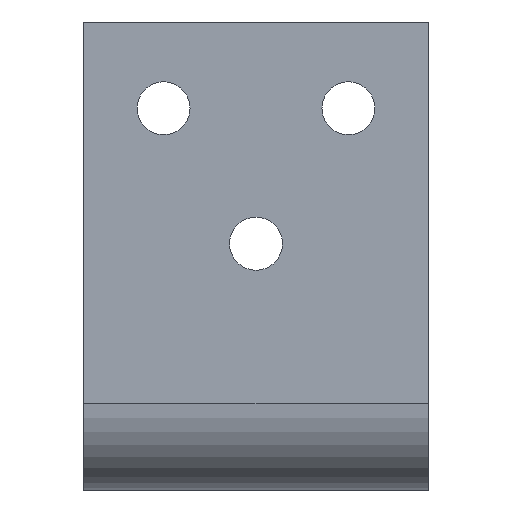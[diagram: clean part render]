
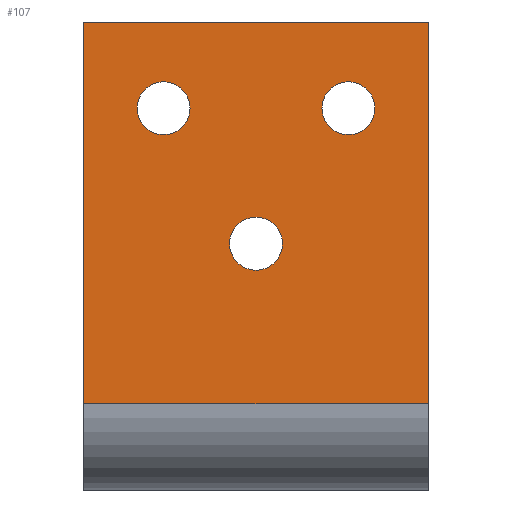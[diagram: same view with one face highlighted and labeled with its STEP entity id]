
A CAD part, front view. The second image highlights one B-rep face of the part: STEP entity #107.
In plain terms, the highlighted planar face has unit normal (0, -1, 0).
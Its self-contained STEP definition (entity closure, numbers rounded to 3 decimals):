
#107 = ADVANCED_FACE( '', ( #189, #190, #191, #192 ), #193, .F. );
#189 = FACE_BOUND( '', #257, .T. );
#190 = FACE_BOUND( '', #258, .T. );
#191 = FACE_BOUND( '', #259, .T. );
#192 = FACE_OUTER_BOUND( '', #260, .T. );
#193 = PLANE( '', #261 );
#257 = EDGE_LOOP( '', ( #381 ) );
#258 = EDGE_LOOP( '', ( #382 ) );
#259 = EDGE_LOOP( '', ( #383 ) );
#260 = EDGE_LOOP( '', ( #384, #385, #386, #387 ) );
#261 = AXIS2_PLACEMENT_3D( '', #388, #389, #390 );
#381 = ORIENTED_EDGE( '', *, *, #444, .T. );
#382 = ORIENTED_EDGE( '', *, *, #441, .T. );
#383 = ORIENTED_EDGE( '', *, *, #421, .T. );
#384 = ORIENTED_EDGE( '', *, *, #430, .T. );
#385 = ORIENTED_EDGE( '', *, *, #426, .F. );
#386 = ORIENTED_EDGE( '', *, *, #448, .F. );
#387 = ORIENTED_EDGE( '', *, *, #416, .T. );
#388 = CARTESIAN_POINT( '', ( 0., 0., 14. ) );
#389 = DIRECTION( '', ( 0., 1., 0. ) );
#390 = DIRECTION( '', ( 0., 0., 1. ) );
#416 = EDGE_CURVE( '', #477, #475, #478, .T. );
#421 = EDGE_CURVE( '', #485, #485, #486, .T. );
#426 = EDGE_CURVE( '', #493, #488, #495, .T. );
#430 = EDGE_CURVE( '', #475, #488, #500, .T. );
#441 = EDGE_CURVE( '', #514, #514, #515, .T. );
#444 = EDGE_CURVE( '', #519, #519, #520, .T. );
#448 = EDGE_CURVE( '', #477, #493, #525, .T. );
#475 = VERTEX_POINT( '', #557 );
#477 = VERTEX_POINT( '', #560 );
#478 = LINE( '', #561, #562 );
#485 = VERTEX_POINT( '', #571 );
#486 = CIRCLE( '', #572, 2.15 );
#488 = VERTEX_POINT( '', #574 );
#493 = VERTEX_POINT( '', #580 );
#495 = LINE( '', #582, #583 );
#500 = LINE( '', #590, #591 );
#514 = VERTEX_POINT( '', #608 );
#515 = CIRCLE( '', #609, 2.15 );
#519 = VERTEX_POINT( '', #613 );
#520 = CIRCLE( '', #614, 2.15 );
#525 = LINE( '', #620, #621 );
#557 = CARTESIAN_POINT( '', ( 0., 0., -14. ) );
#560 = CARTESIAN_POINT( '', ( 0., 0., 14. ) );
#561 = CARTESIAN_POINT( '', ( 0., 0., 14. ) );
#562 = VECTOR( '', #646, 1000. );
#571 = CARTESIAN_POINT( '', ( 20.15, 0., 0. ) );
#572 = AXIS2_PLACEMENT_3D( '', #652, #653, #654 );
#574 = CARTESIAN_POINT( '', ( 31., 0., -14. ) );
#580 = CARTESIAN_POINT( '', ( 31., 0., 14. ) );
#582 = CARTESIAN_POINT( '', ( 31., 0., 14. ) );
#583 = VECTOR( '', #662, 1000. );
#590 = CARTESIAN_POINT( '', ( 0., 0., -14. ) );
#591 = VECTOR( '', #665, 1000. );
#608 = CARTESIAN_POINT( '', ( 9.15, 0., 7.5 ) );
#609 = AXIS2_PLACEMENT_3D( '', #681, #682, #683 );
#613 = CARTESIAN_POINT( '', ( 9.15, 0., -7.5 ) );
#614 = AXIS2_PLACEMENT_3D( '', #687, #688, #689 );
#620 = CARTESIAN_POINT( '', ( 0., 0., 14. ) );
#621 = VECTOR( '', #694, 1000. );
#646 = DIRECTION( '', ( 0., 0., -1. ) );
#652 = CARTESIAN_POINT( '', ( 18., 0., 0. ) );
#653 = DIRECTION( '', ( 0., 1., 0. ) );
#654 = DIRECTION( '', ( 1., 0., 0. ) );
#662 = DIRECTION( '', ( 0., 0., -1. ) );
#665 = DIRECTION( '', ( 1., 0., 0. ) );
#681 = CARTESIAN_POINT( '', ( 7., 0., 7.5 ) );
#682 = DIRECTION( '', ( 0., 1., 0. ) );
#683 = DIRECTION( '', ( 1., 0., 0. ) );
#687 = CARTESIAN_POINT( '', ( 7., 0., -7.5 ) );
#688 = DIRECTION( '', ( 0., 1., 0. ) );
#689 = DIRECTION( '', ( 1., 0., 0. ) );
#694 = DIRECTION( '', ( 1., 0., 0. ) );
